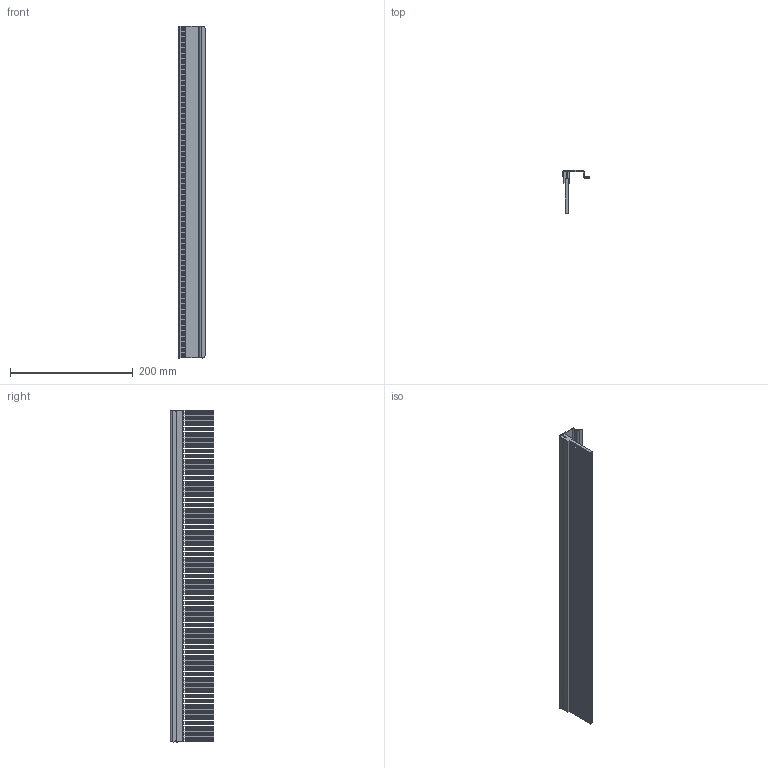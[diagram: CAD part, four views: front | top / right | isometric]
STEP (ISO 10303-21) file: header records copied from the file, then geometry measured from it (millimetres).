
FILE_DESCRIPTION (( 'STEP AP214' ), '1' );
FILE_NAME ('923.801.STEP', '2024-09-18T10:24:55', ( '' ), ( '' ), 'SwSTEP 2.0', 'SolidWorks 2021', '' );
FILE_SCHEMA (( 'AUTOMOTIVE_DESIGN' ));
Length unit declared in the file: millimetre
Products named in the file (3): 923.801; 923.800.001; Ùåòêà W800
Assembly tree (2 placements, depth 2):
  923.801
    923.800.001
    Ùåòêà W800
Bounding box: 43.5 x 70.5 x 542 mm (x, y, z)
Volume: 199008 mm3; surface area: 217339.7 mm2
Topology: 2 solids, 2 shells, 1134 faces, 2826 edges, 1696 vertices
Faces by surface type: plane 1118, cylinder 16
Entity records: 32434 total; most frequent: CARTESIAN_POINT 5661, ORIENTED_EDGE 5652, DIRECTION 5136, EDGE_CURVE 2826, LINE 2794, VECTOR 2794, VERTEX_POINT 1696, AXIS2_PLACEMENT_3D 1171
